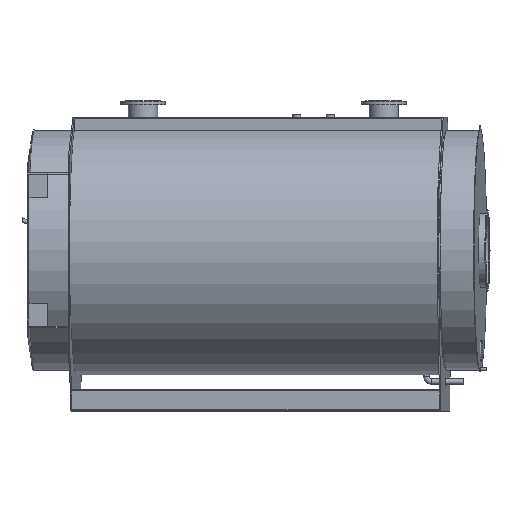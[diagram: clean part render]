
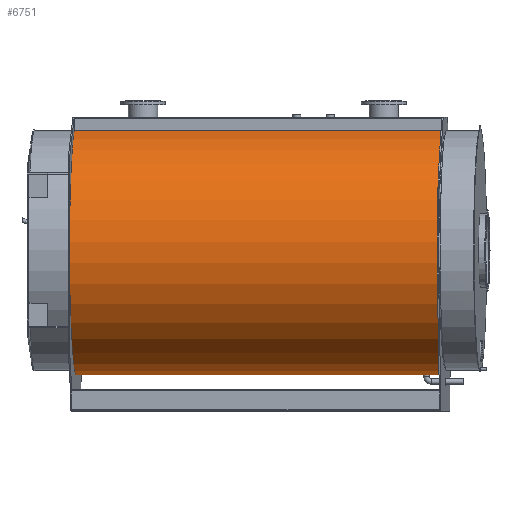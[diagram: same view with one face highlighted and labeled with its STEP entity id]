
A CAD part, top view. The second image highlights one B-rep face of the part: STEP entity #6751.
In plain terms, the highlighted cylindrical face has radius 933 mm (diameter 1866 mm), a partial arc.
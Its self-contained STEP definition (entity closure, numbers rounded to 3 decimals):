
#204=CYLINDRICAL_SURFACE('',#7284,933.);
#387=FACE_OUTER_BOUND('',#727,.T.);
#727=EDGE_LOOP('',(#4992,#4993,#4994,#4995));
#1233=LINE('',#10735,#1889);
#1234=LINE('',#10737,#1890);
#1889=VECTOR('',#8388,10.);
#1890=VECTOR('',#8391,10.);
#2337=CIRCLE('',#7157,933.);
#2369=CIRCLE('',#7218,933.);
#2697=VERTEX_POINT('',#9940);
#2698=VERTEX_POINT('',#9942);
#2811=VERTEX_POINT('',#10382);
#2812=VERTEX_POINT('',#10384);
#3424=EDGE_CURVE('',#2698,#2697,#2337,.T.);
#3566=EDGE_CURVE('',#2812,#2811,#2369,.T.);
#3679=EDGE_CURVE('',#2697,#2812,#1233,.T.);
#3680=EDGE_CURVE('',#2811,#2698,#1234,.T.);
#4992=ORIENTED_EDGE('',*,*,#3424,.T.);
#4993=ORIENTED_EDGE('',*,*,#3679,.T.);
#4994=ORIENTED_EDGE('',*,*,#3566,.T.);
#4995=ORIENTED_EDGE('',*,*,#3680,.T.);
#6751=ADVANCED_FACE('',(#387),#204,.T.);
#7157=AXIS2_PLACEMENT_3D('',#9943,#7957,#7958);
#7218=AXIS2_PLACEMENT_3D('',#10385,#8180,#8181);
#7284=AXIS2_PLACEMENT_3D('',#10736,#8389,#8390);
#7957=DIRECTION('center_axis',(-1.,0.,0.));
#7958=DIRECTION('ref_axis',(0.,1.,0.));
#8180=DIRECTION('center_axis',(1.,0.,0.));
#8181=DIRECTION('ref_axis',(0.,1.,0.));
#8388=DIRECTION('',(-1.,0.,0.));
#8389=DIRECTION('center_axis',(1.,0.,0.));
#8390=DIRECTION('ref_axis',(0.,-1.,0.));
#8391=DIRECTION('',(1.,0.,0.));
#9940=CARTESIAN_POINT('',(2760.,893.078,270.));
#9942=CARTESIAN_POINT('',(2760.,893.078,-270.));
#9943=CARTESIAN_POINT('Origin',(2760.,0.,0.));
#10382=CARTESIAN_POINT('',(10.,893.078,-270.));
#10384=CARTESIAN_POINT('',(10.,893.078,270.));
#10385=CARTESIAN_POINT('Origin',(10.,0.,0.));
#10735=CARTESIAN_POINT('',(0.,893.078,270.));
#10736=CARTESIAN_POINT('Origin',(0.,0.,0.));
#10737=CARTESIAN_POINT('',(0.,893.078,-270.));
